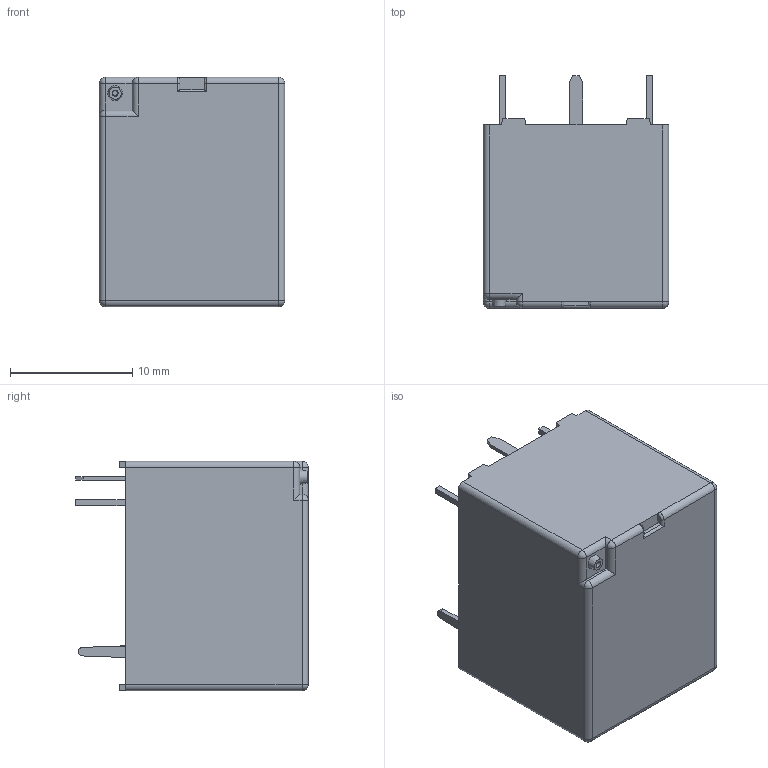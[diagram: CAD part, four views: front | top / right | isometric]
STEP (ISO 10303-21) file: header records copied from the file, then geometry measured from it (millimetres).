
FILE_DESCRIPTION(/* description */ ('STEP AP242','CAx-IF Rec.Pracs.---Representation and Presentation of Product Manufacturing Information (PMI)---4.0---2014-10-13','CAx-IF Rec.Pracs.---3D Tessellated Geometry---0.4---2014-09-14','2;1'),/* implementation_level */ '2;1');
FILE_NAME(/* name */ '675363f00cbdec0b964132c1',/* time_stamp */ '2024-12-06T20:52:01Z',/* author */ (''),/* organization */ (''),/* preprocessor_version */ 'ST-DEVELOPER v20',/* originating_system */ 'ONSHAPE BY PTC INC, 1.190',/* authorisation */ ' ');
FILE_SCHEMA (('AP242_MANAGED_MODEL_BASED_3D_ENGINEERING_MIM_LF { 1 0 10303 442 1 1 4 }'));
Length unit declared in the file: metre
Products named in the file (8): 5D6353C1-429B-4442-A6B9-ACFC7BA6FCBB
Bounding box: 15.2 x 19.05 x 18.8 mm (x, y, z)
Volume: 1187.8 mm3; surface area: 3262.2 mm2
Topology: 8 solids, 8 shells, 540 faces, 1392 edges, 833 vertices
Faces by surface type: plane 296, cylinder 177, sphere 44, torus 16, cone 4, bspline 3
Full cylindrical faces by diameter (mm): 0.6 x1, 3.2 x2
Entity records: 19096 total; most frequent: CARTESIAN_POINT 2855, DIRECTION 2777, ORIENTED_EDGE 2688, EDGE_CURVE 1344, LINE 955, VECTOR 955, AXIS2_PLACEMENT_3D 911, VERTEX_POINT 832
